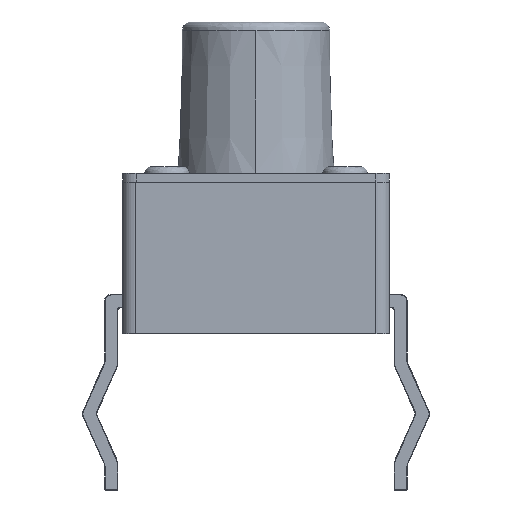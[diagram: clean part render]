
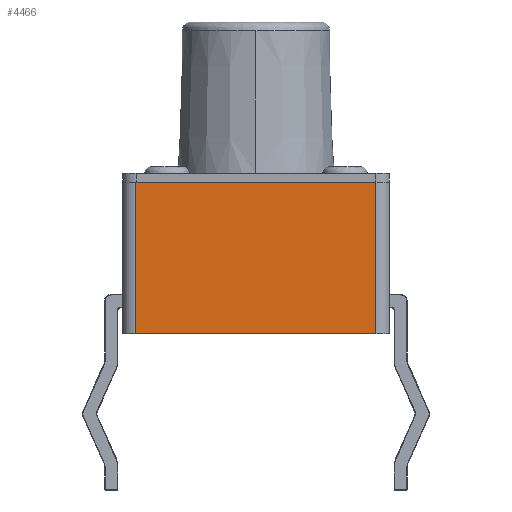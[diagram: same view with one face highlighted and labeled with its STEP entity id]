
A CAD part, front view. The second image highlights one B-rep face of the part: STEP entity #4466.
In plain terms, the highlighted planar face has unit normal (0, -1, 0).
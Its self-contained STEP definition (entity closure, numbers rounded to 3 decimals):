
#4146 = EDGE_CURVE('',#4147,#4149,#4151,.T.);
#4147 = VERTEX_POINT('',#4148);
#4148 = CARTESIAN_POINT('',(0.604,-5.195,0.));
#4149 = VERTEX_POINT('',#4150);
#4150 = CARTESIAN_POINT('',(5.994,-5.195,0.));
#4151 = SURFACE_CURVE('',#4152,(#4156,#4168),.PCURVE_S1.);
#4152 = LINE('',#4153,#4154);
#4153 = CARTESIAN_POINT('',(3.299,-5.195,0.));
#4154 = VECTOR('',#4155,1.);
#4155 = DIRECTION('',(1.,0.,0.));
#4156 = PCURVE('',#4157,#4162);
#4157 = PLANE('',#4158);
#4158 = AXIS2_PLACEMENT_3D('',#4159,#4160,#4161);
#4159 = CARTESIAN_POINT('',(3.299,-2.2,0.));
#4160 = DIRECTION('',(0.,0.,1.));
#4161 = DIRECTION('',(1.,0.,0.));
#4162 = DEFINITIONAL_REPRESENTATION('',(#4163),#4167);
#4163 = LINE('',#4164,#4165);
#4164 = CARTESIAN_POINT('',(0.,-2.995));
#4165 = VECTOR('',#4166,1.);
#4166 = DIRECTION('',(1.,0.));
#4167 = ( GEOMETRIC_REPRESENTATION_CONTEXT(2) 
PARAMETRIC_REPRESENTATION_CONTEXT() REPRESENTATION_CONTEXT('2D SPACE',''
  ) );
#4168 = PCURVE('',#4169,#4174);
#4169 = PLANE('',#4170);
#4170 = AXIS2_PLACEMENT_3D('',#4171,#4172,#4173);
#4171 = CARTESIAN_POINT('',(3.299,-5.195,0.));
#4172 = DIRECTION('',(0.,-1.,0.));
#4173 = DIRECTION('',(0.,0.,-1.));
#4174 = DEFINITIONAL_REPRESENTATION('',(#4175),#4179);
#4175 = LINE('',#4176,#4177);
#4176 = CARTESIAN_POINT('',(0.,0.));
#4177 = VECTOR('',#4178,1.);
#4178 = DIRECTION('',(0.,1.));
#4179 = ( GEOMETRIC_REPRESENTATION_CONTEXT(2) 
PARAMETRIC_REPRESENTATION_CONTEXT() REPRESENTATION_CONTEXT('2D SPACE',''
  ) );
#4198 = CYLINDRICAL_SURFACE('',#4199,0.3);
#4199 = AXIS2_PLACEMENT_3D('',#4200,#4201,#4202);
#4200 = CARTESIAN_POINT('',(0.604,-4.895,0.));
#4201 = DIRECTION('',(0.,0.,1.));
#4202 = DIRECTION('',(1.,0.,0.));
#4433 = CYLINDRICAL_SURFACE('',#4434,0.3);
#4434 = AXIS2_PLACEMENT_3D('',#4435,#4436,#4437);
#4435 = CARTESIAN_POINT('',(5.994,-4.895,0.));
#4436 = DIRECTION('',(0.,0.,1.));
#4437 = DIRECTION('',(1.,0.,0.));
#4466 = ADVANCED_FACE('',(#4467),#4169,.T.);
#4467 = FACE_BOUND('',#4468,.T.);
#4468 = EDGE_LOOP('',(#4469,#4514,#4515,#4560));
#4469 = ORIENTED_EDGE('',*,*,#4470,.T.);
#4470 = EDGE_CURVE('',#4471,#4147,#4473,.T.);
#4471 = VERTEX_POINT('',#4472);
#4472 = CARTESIAN_POINT('',(0.604,-5.195,3.4));
#4473 = SURFACE_CURVE('',#4474,(#4478,#4485),.PCURVE_S1.);
#4474 = LINE('',#4475,#4476);
#4475 = CARTESIAN_POINT('',(0.604,-5.195,0.));
#4476 = VECTOR('',#4477,1.);
#4477 = DIRECTION('',(0.,0.,-1.));
#4478 = PCURVE('',#4169,#4479);
#4479 = DEFINITIONAL_REPRESENTATION('',(#4480),#4484);
#4480 = LINE('',#4481,#4482);
#4481 = CARTESIAN_POINT('',(-0.,-2.695));
#4482 = VECTOR('',#4483,1.);
#4483 = DIRECTION('',(1.,0.));
#4484 = ( GEOMETRIC_REPRESENTATION_CONTEXT(2) 
PARAMETRIC_REPRESENTATION_CONTEXT() REPRESENTATION_CONTEXT('2D SPACE',''
  ) );
#4485 = PCURVE('',#4198,#4486);
#4486 = DEFINITIONAL_REPRESENTATION('',(#4487),#4513);
#4487 = B_SPLINE_CURVE_WITH_KNOTS('',3,(#4488,#4489,#4490,#4491,#4492,
    #4493,#4494,#4495,#4496,#4497,#4498,#4499,#4500,#4501,#4502,#4503,
    #4504,#4505,#4506,#4507,#4508,#4509,#4510,#4511,#4512),
  .UNSPECIFIED.,.F.,.F.,(4,1,1,1,1,1,1,1,1,1,1,1,1,1,1,1,1,1,1,1,1,1,4),
  (-3.4,-3.245,-3.091,-2.936,-2.782,
    -2.627,-2.473,-2.318,-2.164,
    -2.009,-1.855,-1.7,-1.545,-1.391
    ,-1.236,-1.082,-0.927,-0.773,
    -0.618,-0.464,-0.309,-0.155,0.),
  .UNSPECIFIED.);
#4488 = CARTESIAN_POINT('',(4.712,3.4));
#4489 = CARTESIAN_POINT('',(4.712,3.348));
#4490 = CARTESIAN_POINT('',(4.712,3.245));
#4491 = CARTESIAN_POINT('',(4.712,3.091));
#4492 = CARTESIAN_POINT('',(4.712,2.936));
#4493 = CARTESIAN_POINT('',(4.712,2.782));
#4494 = CARTESIAN_POINT('',(4.712,2.627));
#4495 = CARTESIAN_POINT('',(4.712,2.473));
#4496 = CARTESIAN_POINT('',(4.712,2.318));
#4497 = CARTESIAN_POINT('',(4.712,2.164));
#4498 = CARTESIAN_POINT('',(4.712,2.009));
#4499 = CARTESIAN_POINT('',(4.712,1.855));
#4500 = CARTESIAN_POINT('',(4.712,1.7));
#4501 = CARTESIAN_POINT('',(4.712,1.545));
#4502 = CARTESIAN_POINT('',(4.712,1.391));
#4503 = CARTESIAN_POINT('',(4.712,1.236));
#4504 = CARTESIAN_POINT('',(4.712,1.082));
#4505 = CARTESIAN_POINT('',(4.712,0.927));
#4506 = CARTESIAN_POINT('',(4.712,0.773));
#4507 = CARTESIAN_POINT('',(4.712,0.618));
#4508 = CARTESIAN_POINT('',(4.712,0.464));
#4509 = CARTESIAN_POINT('',(4.712,0.309));
#4510 = CARTESIAN_POINT('',(4.712,0.155));
#4511 = CARTESIAN_POINT('',(4.712,0.052));
#4512 = CARTESIAN_POINT('',(4.712,0.));
#4513 = ( GEOMETRIC_REPRESENTATION_CONTEXT(2) 
PARAMETRIC_REPRESENTATION_CONTEXT() REPRESENTATION_CONTEXT('2D SPACE',''
  ) );
#4514 = ORIENTED_EDGE('',*,*,#4146,.T.);
#4515 = ORIENTED_EDGE('',*,*,#4516,.T.);
#4516 = EDGE_CURVE('',#4149,#4517,#4519,.T.);
#4517 = VERTEX_POINT('',#4518);
#4518 = CARTESIAN_POINT('',(5.994,-5.195,3.4));
#4519 = SURFACE_CURVE('',#4520,(#4524,#4531),.PCURVE_S1.);
#4520 = LINE('',#4521,#4522);
#4521 = CARTESIAN_POINT('',(5.994,-5.195,0.));
#4522 = VECTOR('',#4523,1.);
#4523 = DIRECTION('',(0.,0.,1.));
#4524 = PCURVE('',#4169,#4525);
#4525 = DEFINITIONAL_REPRESENTATION('',(#4526),#4530);
#4526 = LINE('',#4527,#4528);
#4527 = CARTESIAN_POINT('',(0.,2.695));
#4528 = VECTOR('',#4529,1.);
#4529 = DIRECTION('',(-1.,0.));
#4530 = ( GEOMETRIC_REPRESENTATION_CONTEXT(2) 
PARAMETRIC_REPRESENTATION_CONTEXT() REPRESENTATION_CONTEXT('2D SPACE',''
  ) );
#4531 = PCURVE('',#4433,#4532);
#4532 = DEFINITIONAL_REPRESENTATION('',(#4533),#4559);
#4533 = B_SPLINE_CURVE_WITH_KNOTS('',3,(#4534,#4535,#4536,#4537,#4538,
    #4539,#4540,#4541,#4542,#4543,#4544,#4545,#4546,#4547,#4548,#4549,
    #4550,#4551,#4552,#4553,#4554,#4555,#4556,#4557,#4558),
  .UNSPECIFIED.,.F.,.F.,(4,1,1,1,1,1,1,1,1,1,1,1,1,1,1,1,1,1,1,1,1,1,4),
  (0.,0.155,0.309,0.464,0.618,
    0.773,0.927,1.082,1.236,
    1.391,1.545,1.7,1.855,2.009,
    2.164,2.318,2.473,2.627,
    2.782,2.936,3.091,3.245,3.4),
  .UNSPECIFIED.);
#4534 = CARTESIAN_POINT('',(4.712,0.));
#4535 = CARTESIAN_POINT('',(4.712,0.052));
#4536 = CARTESIAN_POINT('',(4.712,0.155));
#4537 = CARTESIAN_POINT('',(4.712,0.309));
#4538 = CARTESIAN_POINT('',(4.712,0.464));
#4539 = CARTESIAN_POINT('',(4.712,0.618));
#4540 = CARTESIAN_POINT('',(4.712,0.773));
#4541 = CARTESIAN_POINT('',(4.712,0.927));
#4542 = CARTESIAN_POINT('',(4.712,1.082));
#4543 = CARTESIAN_POINT('',(4.712,1.236));
#4544 = CARTESIAN_POINT('',(4.712,1.391));
#4545 = CARTESIAN_POINT('',(4.712,1.545));
#4546 = CARTESIAN_POINT('',(4.712,1.7));
#4547 = CARTESIAN_POINT('',(4.712,1.855));
#4548 = CARTESIAN_POINT('',(4.712,2.009));
#4549 = CARTESIAN_POINT('',(4.712,2.164));
#4550 = CARTESIAN_POINT('',(4.712,2.318));
#4551 = CARTESIAN_POINT('',(4.712,2.473));
#4552 = CARTESIAN_POINT('',(4.712,2.627));
#4553 = CARTESIAN_POINT('',(4.712,2.782));
#4554 = CARTESIAN_POINT('',(4.712,2.936));
#4555 = CARTESIAN_POINT('',(4.712,3.091));
#4556 = CARTESIAN_POINT('',(4.712,3.245));
#4557 = CARTESIAN_POINT('',(4.712,3.348));
#4558 = CARTESIAN_POINT('',(4.712,3.4));
#4559 = ( GEOMETRIC_REPRESENTATION_CONTEXT(2) 
PARAMETRIC_REPRESENTATION_CONTEXT() REPRESENTATION_CONTEXT('2D SPACE',''
  ) );
#4560 = ORIENTED_EDGE('',*,*,#4561,.T.);
#4561 = EDGE_CURVE('',#4517,#4471,#4562,.T.);
#4562 = SURFACE_CURVE('',#4563,(#4567,#4574),.PCURVE_S1.);
#4563 = LINE('',#4564,#4565);
#4564 = CARTESIAN_POINT('',(3.299,-5.195,3.4));
#4565 = VECTOR('',#4566,1.);
#4566 = DIRECTION('',(-1.,-0.,-0.));
#4567 = PCURVE('',#4169,#4568);
#4568 = DEFINITIONAL_REPRESENTATION('',(#4569),#4573);
#4569 = LINE('',#4570,#4571);
#4570 = CARTESIAN_POINT('',(-3.4,0.));
#4571 = VECTOR('',#4572,1.);
#4572 = DIRECTION('',(0.,-1.));
#4573 = ( GEOMETRIC_REPRESENTATION_CONTEXT(2) 
PARAMETRIC_REPRESENTATION_CONTEXT() REPRESENTATION_CONTEXT('2D SPACE',''
  ) );
#4574 = PCURVE('',#4575,#4580);
#4575 = PLANE('',#4576);
#4576 = AXIS2_PLACEMENT_3D('',#4577,#4578,#4579);
#4577 = CARTESIAN_POINT('',(3.299,-2.2,3.4));
#4578 = DIRECTION('',(0.,0.,1.));
#4579 = DIRECTION('',(1.,0.,0.));
#4580 = DEFINITIONAL_REPRESENTATION('',(#4581),#4585);
#4581 = LINE('',#4582,#4583);
#4582 = CARTESIAN_POINT('',(0.,-2.995));
#4583 = VECTOR('',#4584,1.);
#4584 = DIRECTION('',(-1.,0.));
#4585 = ( GEOMETRIC_REPRESENTATION_CONTEXT(2) 
PARAMETRIC_REPRESENTATION_CONTEXT() REPRESENTATION_CONTEXT('2D SPACE',''
  ) );
